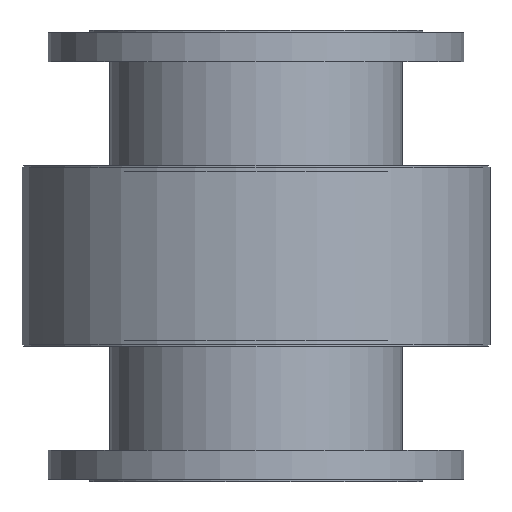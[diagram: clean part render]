
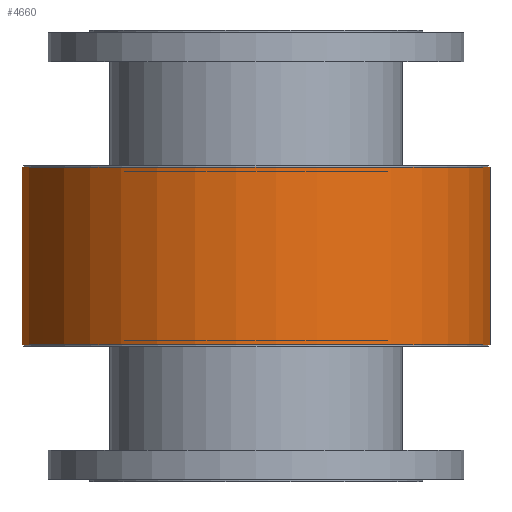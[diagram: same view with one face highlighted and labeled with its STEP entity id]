
A CAD part, front view. The second image highlights one B-rep face of the part: STEP entity #4660.
In plain terms, the highlighted cylindrical face has radius 260 mm (diameter 520 mm), a partial arc.
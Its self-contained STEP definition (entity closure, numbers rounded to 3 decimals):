
#206=CYLINDRICAL_SURFACE('',#4979,260.);
#445=CIRCLE('',#4978,260.);
#446=CIRCLE('',#4980,260.);
#750=FACE_OUTER_BOUND('',#1039,.T.);
#1039=EDGE_LOOP('',(#3010,#3011,#3012,#3013));
#1427=LINE('',#7037,#1662);
#1428=LINE('',#7040,#1663);
#1662=VECTOR('',#5620,10.);
#1663=VECTOR('',#5623,10.);
#1899=VERTEX_POINT('',#7031);
#1900=VERTEX_POINT('',#7032);
#1901=VERTEX_POINT('',#7036);
#1902=VERTEX_POINT('',#7038);
#2331=EDGE_CURVE('',#1900,#1899,#445,.T.);
#2332=EDGE_CURVE('',#1901,#1900,#1427,.T.);
#2333=EDGE_CURVE('',#1902,#1901,#446,.T.);
#2334=EDGE_CURVE('',#1899,#1902,#1428,.T.);
#3010=ORIENTED_EDGE('',*,*,#2332,.F.);
#3011=ORIENTED_EDGE('',*,*,#2333,.F.);
#3012=ORIENTED_EDGE('',*,*,#2334,.F.);
#3013=ORIENTED_EDGE('',*,*,#2331,.F.);
#4660=ADVANCED_FACE('',(#750),#206,.T.);
#4978=AXIS2_PLACEMENT_3D('',#7034,#5616,#5617);
#4979=AXIS2_PLACEMENT_3D('',#7035,#5618,#5619);
#4980=AXIS2_PLACEMENT_3D('',#7039,#5621,#5622);
#5616=DIRECTION('center_axis',(0.,0.,-1.));
#5617=DIRECTION('ref_axis',(-0.573,0.819,0.));
#5618=DIRECTION('center_axis',(0.,0.,1.));
#5619=DIRECTION('ref_axis',(0.,-1.,0.));
#5620=DIRECTION('',(0.,0.,-1.));
#5621=DIRECTION('center_axis',(0.,0.,1.));
#5622=DIRECTION('ref_axis',(-0.573,0.819,0.));
#5623=DIRECTION('',(0.,0.,1.));
#7031=CARTESIAN_POINT('',(-167.063,216.971,-98.));
#7032=CARTESIAN_POINT('',(131.138,216.971,-98.));
#7034=CARTESIAN_POINT('Origin',(-17.963,3.971,-98.));
#7035=CARTESIAN_POINT('Origin',(-17.963,3.971,0.));
#7036=CARTESIAN_POINT('',(131.138,216.971,98.));
#7037=CARTESIAN_POINT('',(131.138,216.971,0.));
#7038=CARTESIAN_POINT('',(-167.063,216.971,98.));
#7039=CARTESIAN_POINT('Origin',(-17.963,3.971,98.));
#7040=CARTESIAN_POINT('',(-167.063,216.971,0.));
